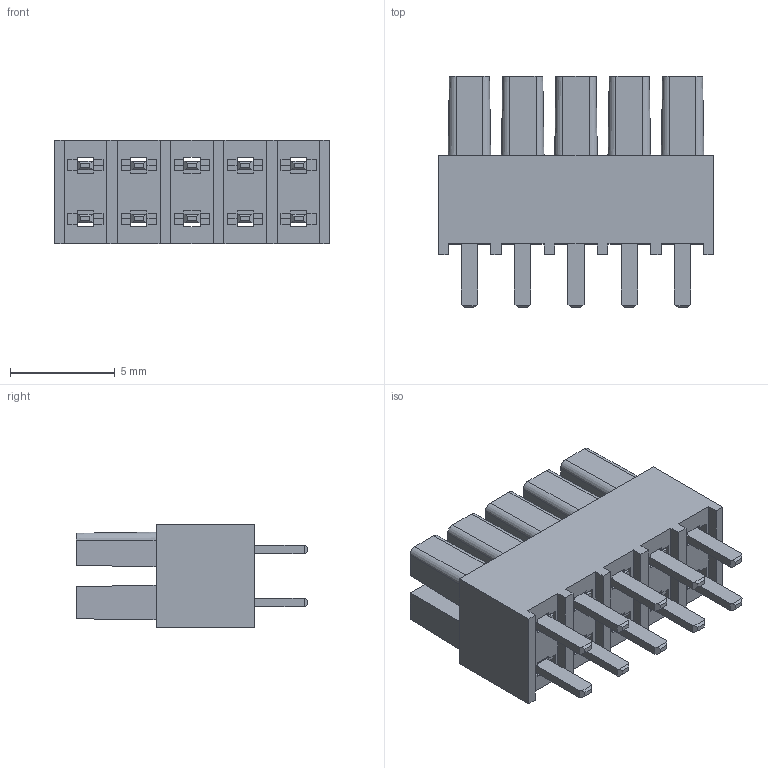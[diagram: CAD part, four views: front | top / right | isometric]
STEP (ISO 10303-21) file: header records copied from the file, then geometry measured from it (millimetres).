
FILE_DESCRIPTION(/* description */ ('STEP AP214'),/* implementation_level */ '2;1');
FILE_NAME(/* name */ 'IPS1-105-01-L-D',/* time_stamp */ '2024-10-12T19:59:43+02:00',/* author */ ('License CC BY-ND 4.0'),/* organization */ ('CADENAS'),/* preprocessor_version */ 'ST-DEVELOPER v19.3',/* originating_system */ 'PARTsolutions',/* authorisation */ ' ');
FILE_SCHEMA (('AUTOMOTIVE_DESIGN {1 0 10303 214 3 1 1}'));
Length unit declared in the file: inch
Products named in the file (3): IPS1-105-01-L-D; IPS1-105-01-L-Dt; IPS1-105-01-L-D_pin
Assembly tree (2 placements, depth 2):
  IPS1-105-01-L-D
    IPS1-105-01-L-Dt
    IPS1-105-01-L-D_pin
Bounding box: 13.08 x 11.05 x 4.95 mm (x, y, z)
Volume: 327.9 mm3; surface area: 1078 mm2
Topology: 2 solids, 2 shells, 304 faces, 870 edges, 580 vertices
Faces by surface type: plane 294, cone 10
Entity records: 9852 total; most frequent: CARTESIAN_POINT 1757, ORIENTED_EDGE 1740, DIRECTION 1504, EDGE_CURVE 870, LINE 850, VECTOR 850, VERTEX_POINT 580, EDGE_LOOP 334
